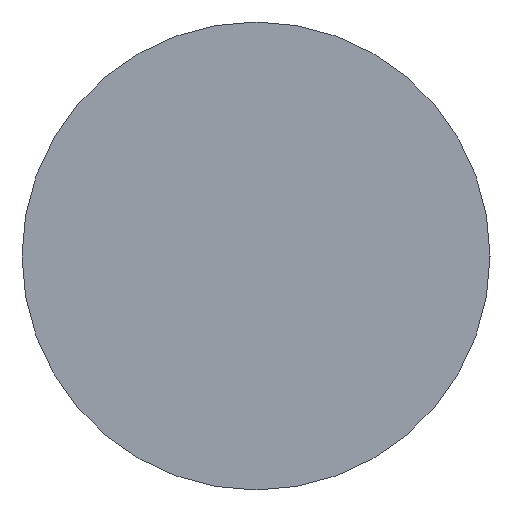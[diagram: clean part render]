
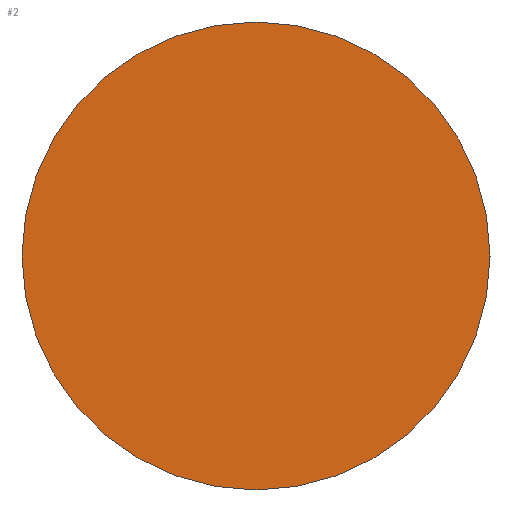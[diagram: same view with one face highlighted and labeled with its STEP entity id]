
A CAD part, left-side view. The second image highlights one B-rep face of the part: STEP entity #2.
In plain terms, the highlighted planar face has unit normal (-1, 0, 0).
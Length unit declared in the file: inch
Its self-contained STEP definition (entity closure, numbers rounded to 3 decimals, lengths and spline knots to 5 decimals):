
#2 = ADVANCED_FACE ( 'NONE', ( #341 ), #144, .F. ) ;
#58 = AXIS2_PLACEMENT_3D ( 'NONE', #241, #242, #243 ) ;
#100 = CARTESIAN_POINT ( 'NONE',  ( 0., 0., 0. ) ) ;
#119 = CARTESIAN_POINT ( 'NONE',  ( 0., -0.05, 0. ) ) ;
#123 = DIRECTION ( 'NONE',  ( 0., -1., 0. ) ) ;
#133 = CARTESIAN_POINT ( 'NONE',  ( 0., 0.05, 0. ) ) ;
#144 = PLANE ( 'NONE',  #462 ) ;
#145 = CARTESIAN_POINT ( 'NONE',  ( 0., 0.05, 0. ) ) ;
#151 = DIRECTION ( 'NONE',  ( 1., 0., 0. ) ) ;
#152 = DIRECTION ( 'NONE',  ( 0., 1., 0. ) ) ;
#185 = DIRECTION ( 'NONE',  ( -1., 0., 0. ) ) ;
#241 = CARTESIAN_POINT ( 'NONE',  ( 0., 0., 0. ) ) ;
#242 = DIRECTION ( 'NONE',  ( -1., 0., 0. ) ) ;
#243 = DIRECTION ( 'NONE',  ( 0., -1., 0. ) ) ;
#296 = ORIENTED_EDGE ( 'NONE', *, *, #428, .T. ) ;
#297 = ORIENTED_EDGE ( 'NONE', *, *, #459, .T. ) ;
#304 = VERTEX_POINT ( 'NONE', #133 ) ;
#320 = VERTEX_POINT ( 'NONE', #119 ) ;
#328 = EDGE_LOOP ( 'NONE', ( #296, #297 ) ) ;
#341 = FACE_OUTER_BOUND ( 'NONE', #328, .T. ) ;
#372 = CIRCLE ( 'NONE', #458, 0.05 ) ;
#418 = CIRCLE ( 'NONE', #58, 0.05 ) ;
#428 = EDGE_CURVE ( 'NONE', #320, #304, #372, .T. ) ;
#458 = AXIS2_PLACEMENT_3D ( 'NONE', #100, #185, #123 ) ;
#459 = EDGE_CURVE ( 'NONE', #304, #320, #418, .T. ) ;
#462 = AXIS2_PLACEMENT_3D ( 'NONE', #145, #151, #152 ) ;
